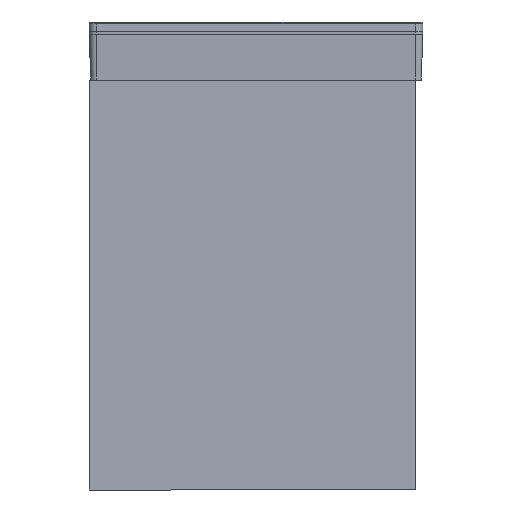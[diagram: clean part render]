
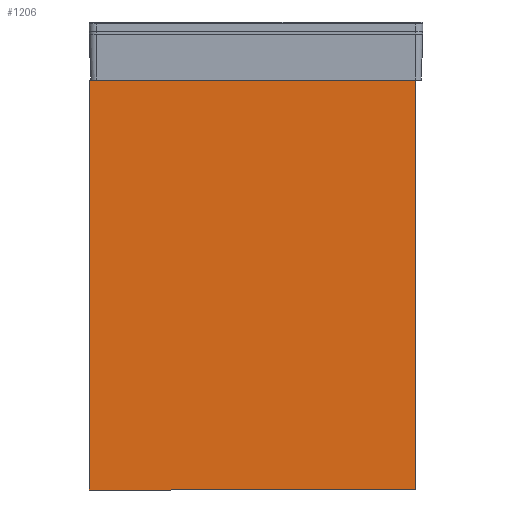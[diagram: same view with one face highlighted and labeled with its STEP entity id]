
A CAD part, left-side view. The second image highlights one B-rep face of the part: STEP entity #1206.
In plain terms, the highlighted planar face has unit normal (-1, 0, 0).
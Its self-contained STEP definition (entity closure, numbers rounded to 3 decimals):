
#1206=ADVANCED_FACE('',(#1521),#12991,.T.);
#1521=FACE_OUTER_BOUND('',#1845,.T.);
#1845=EDGE_LOOP('',(#2588,#2589,#2590,#2591));
#2588=ORIENTED_EDGE('',*,*,#6503,.F.);
#2589=ORIENTED_EDGE('',*,*,#6504,.F.);
#2590=ORIENTED_EDGE('',*,*,#6500,.F.);
#2591=ORIENTED_EDGE('',*,*,#6502,.F.);
#6500=EDGE_CURVE('',#11075,#11076,#8805,.T.);
#6502=EDGE_CURVE('',#11077,#11075,#8807,.T.);
#6503=EDGE_CURVE('',#11078,#11077,#8808,.T.);
#6504=EDGE_CURVE('',#11076,#11078,#8809,.T.);
#8805=B_SPLINE_CURVE_WITH_KNOTS('',1,(#15208,#15209),.UNSPECIFIED.,.F.,
 .F.,(2,2),(0.,450.),.UNSPECIFIED.);
#8807=B_SPLINE_CURVE_WITH_KNOTS('',1,(#15212,#15213),.UNSPECIFIED.,.F.,
 .F.,(2,2),(-565.,0.),.UNSPECIFIED.);
#8808=B_SPLINE_CURVE_WITH_KNOTS('',1,(#15214,#15215),.UNSPECIFIED.,.F.,
 .F.,(2,2),(-450.,0.),.UNSPECIFIED.);
#8809=B_SPLINE_CURVE_WITH_KNOTS('',1,(#15216,#15217),.UNSPECIFIED.,.F.,
 .F.,(2,2),(-565.,0.),.UNSPECIFIED.);
#11075=VERTEX_POINT('',#15194);
#11076=VERTEX_POINT('',#15195);
#11077=VERTEX_POINT('',#15196);
#11078=VERTEX_POINT('',#15197);
#12991=PLANE('',#13583);
#13583=AXIS2_PLACEMENT_3D('',#15186,#13817,$);
#13817=DIRECTION('',(-1.,0.,0.));
#15186=CARTESIAN_POINT('',(-390.5,-339.,-45.));
#15194=CARTESIAN_POINT('',(-390.5,282.5,0.));
#15195=CARTESIAN_POINT('',(-390.5,282.5,450.));
#15196=CARTESIAN_POINT('',(-390.5,-282.5,0.));
#15197=CARTESIAN_POINT('',(-390.5,-282.5,450.));
#15208=CARTESIAN_POINT('',(-390.5,282.5,0.));
#15209=CARTESIAN_POINT('',(-390.5,282.5,450.));
#15212=CARTESIAN_POINT('',(-390.5,-282.5,0.));
#15213=CARTESIAN_POINT('',(-390.5,282.5,0.));
#15214=CARTESIAN_POINT('',(-390.5,-282.5,450.));
#15215=CARTESIAN_POINT('',(-390.5,-282.5,0.));
#15216=CARTESIAN_POINT('',(-390.5,282.5,450.));
#15217=CARTESIAN_POINT('',(-390.5,-282.5,450.));
